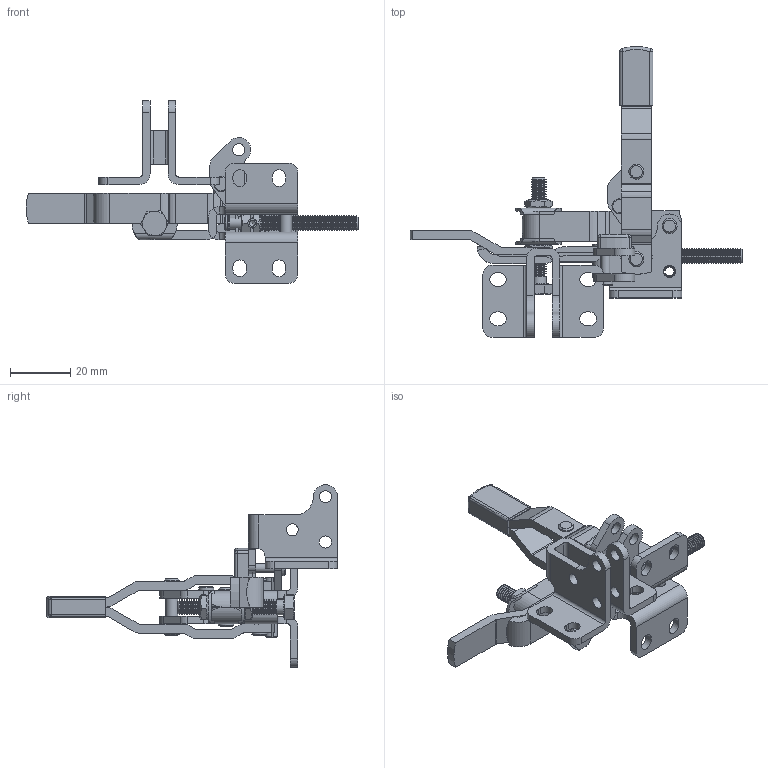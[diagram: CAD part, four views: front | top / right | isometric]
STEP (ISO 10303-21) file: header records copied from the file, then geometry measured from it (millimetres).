
FILE_DESCRIPTION( ( 'Unknown' ), '1' );
FILE_NAME( '200-UZ_UPINKA.stp', 'Unknown', ( 'Unknown' ), ( 'Unknown' ), 'PSStep 14.0', 'Unknown', ' ' );
FILE_SCHEMA( ( 'AUTOMOTIVE_DESIGN { 1 0 10303 214 1 1 1 1 }' ) );
Length unit declared in the file: millimetre
Products named in the file (21): 210004-M_TAHLO; Assem1; 210004_TAHLO; 210004_TAHLO-oa0; 210004-NN_NYT; 210009_UPINACI PAKA; 210009_UPINACI PAKA-oa1; 800057_SROUB M5x35-CSN ISO 4017; 930002_PODLOZKA M5; 930002_PODLOZKA M5-oa2; 720619_NYT 4x19; 720619_NYT 4x19-oa3; 720613_NYT 4x13; 720613_NYT 4x13-oa4; 800003_MATICE M5_DIN4398; 800003_MATICE M5_DIN4398-oa5; 800049_KOLIK 4x20_CSN ISO 2338_; 210001_TELO; 200010_OVLADACI PAKA; 200010_OVLADACI PAKA-oa6; 200_PLASTOVA RUKOJET NAMACENA
Bounding box: 110 x 96.43 x 60.53 mm (x, y, z)
Volume: 34158.6 mm3; surface area: 36008.5 mm2
Topology: 41 solids, 41 shells, 1086 faces, 2587 edges, 1606 vertices
Faces by surface type: cylinder 401, plane 337, cone 232, torus 96, bspline 12, sphere 8
Full cylindrical faces by diameter (mm): 2 x3, 3 x9, 4 x36, 4.1 x12, 4.134 x12, 5 x101, 5.2 x4, 6.88 x2
Entity records: 18231 total; most frequent: CARTESIAN_POINT 2666, DIRECTION 2458, ORIENTED_EDGE 1920, AXIS2_PLACEMENT_3D 1032, EDGE_CURVE 960, EDGE_LOOP 832, VERTEX_POINT 729, FACE_OUTER_BOUND 654
